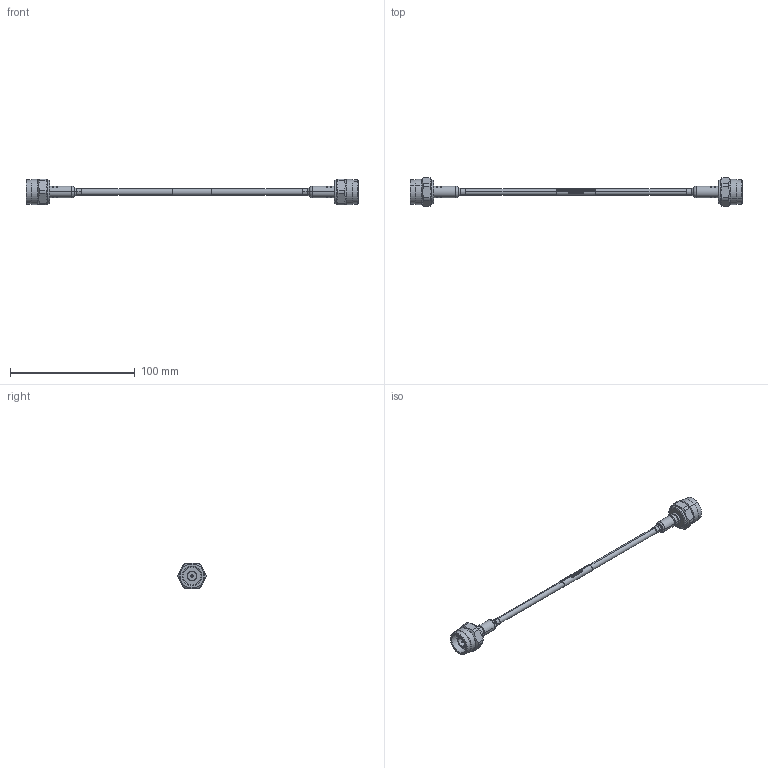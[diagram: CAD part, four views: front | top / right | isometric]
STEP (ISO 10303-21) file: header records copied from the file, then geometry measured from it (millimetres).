
FILE_DESCRIPTION (( 'STEP AP214' ), '1' );
FILE_NAME ('FMCA100223_3D.step', '2024-10-30T17:00:00', ( '' ), ( '' ), 'SwSTEP 2.0', 'SolidWorks 2022', '' );
FILE_SCHEMA (( 'AUTOMOTIVE_DESIGN' ));
Length unit declared in the file: inch
Products named in the file (6): Copy of TC-200-NMH-X_ferrule^TC-200-NMH-X_FMCA100223; TC-200-NMH-X^FMCA100223; LMR-200-UF^FMCA100223_FM; Copy of TC-200-NMH-X_body^TC-200-NMH-X_FMCA100223; Heat Shrink^FMCA100223; FMCA100223_3D
Assembly tree (7 placements, depth 3):
  FMCA100223_3D
    LMR-200-UF^FMCA100223_FM
    TC-200-NMH-X^FMCA100223  x2
      Copy of TC-200-NMH-X_body^TC-200-NMH-X_FMCA100223
      Copy of TC-200-NMH-X_ferrule^TC-200-NMH-X_FMCA100223
    Heat Shrink^FMCA100223  x2
Bounding box: 266.67 x 22.59 x 20.64 mm (x, y, z)
Volume: 14419.4 mm3; surface area: 14583.2 mm2
Topology: 7 solids, 7 shells, 774 faces, 1942 edges, 1242 vertices
Faces by surface type: bspline 268, plane 232, cylinder 150, cone 104, torus 20
Entity records: 26957 total; most frequent: CARTESIAN_POINT 13257, ORIENTED_EDGE 3318, DIRECTION 1795, EDGE_CURVE 1659, VERTEX_POINT 1081, B_SPLINE_CURVE_WITH_KNOTS 904, EDGE_LOOP 698, AXIS2_PLACEMENT_3D 657
